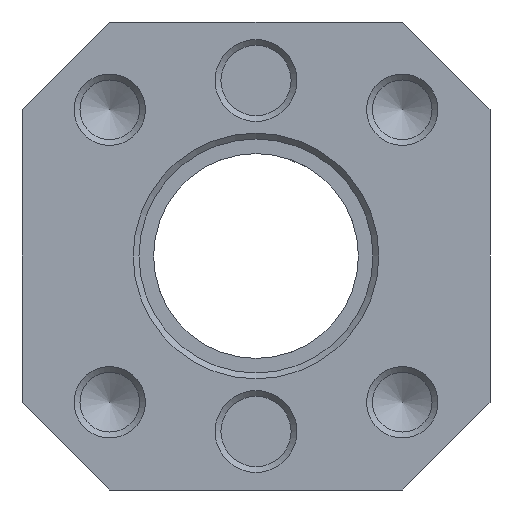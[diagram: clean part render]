
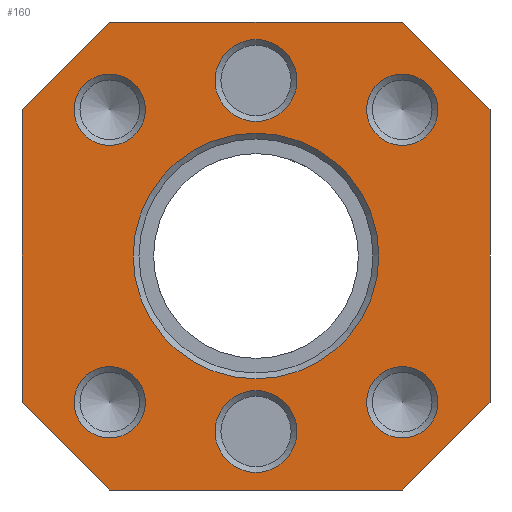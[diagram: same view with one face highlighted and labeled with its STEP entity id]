
A CAD part, front view. The second image highlights one B-rep face of the part: STEP entity #160.
In plain terms, the highlighted planar face has unit normal (0, -1, 0).
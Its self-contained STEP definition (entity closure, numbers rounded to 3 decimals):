
#160 = ADVANCED_FACE( '', ( #423, #424, #425, #426, #427, #428, #429, #430 ), #431, .T. );
#423 = FACE_BOUND( '', #929, .T. );
#424 = FACE_BOUND( '', #930, .T. );
#425 = FACE_BOUND( '', #931, .T. );
#426 = FACE_BOUND( '', #932, .T. );
#427 = FACE_BOUND( '', #933, .T. );
#428 = FACE_BOUND( '', #934, .T. );
#429 = FACE_BOUND( '', #935, .T. );
#430 = FACE_OUTER_BOUND( '', #936, .T. );
#431 = PLANE( '', #937 );
#929 = EDGE_LOOP( '', ( #1709 ) );
#930 = EDGE_LOOP( '', ( #1710 ) );
#931 = EDGE_LOOP( '', ( #1711 ) );
#932 = EDGE_LOOP( '', ( #1712 ) );
#933 = EDGE_LOOP( '', ( #1713 ) );
#934 = EDGE_LOOP( '', ( #1714 ) );
#935 = EDGE_LOOP( '', ( #1715 ) );
#936 = EDGE_LOOP( '', ( #1716, #1717, #1718, #1719, #1720, #1721, #1722, #1723 ) );
#937 = AXIS2_PLACEMENT_3D( '', #1724, #1725, #1726 );
#1709 = ORIENTED_EDGE( '', *, *, #2365, .T. );
#1710 = ORIENTED_EDGE( '', *, *, #2366, .T. );
#1711 = ORIENTED_EDGE( '', *, *, #2367, .T. );
#1712 = ORIENTED_EDGE( '', *, *, #2368, .T. );
#1713 = ORIENTED_EDGE( '', *, *, #2344, .T. );
#1714 = ORIENTED_EDGE( '', *, *, #2369, .T. );
#1715 = ORIENTED_EDGE( '', *, *, #2370, .T. );
#1716 = ORIENTED_EDGE( '', *, *, #2332, .T. );
#1717 = ORIENTED_EDGE( '', *, *, #2335, .T. );
#1718 = ORIENTED_EDGE( '', *, *, #2371, .T. );
#1719 = ORIENTED_EDGE( '', *, *, #2372, .T. );
#1720 = ORIENTED_EDGE( '', *, *, #2373, .T. );
#1721 = ORIENTED_EDGE( '', *, *, #2357, .T. );
#1722 = ORIENTED_EDGE( '', *, *, #2374, .T. );
#1723 = ORIENTED_EDGE( '', *, *, #2339, .T. );
#1724 = CARTESIAN_POINT( '', ( -40., -175.5, -40. ) );
#1725 = DIRECTION( '', ( 0., -1., 0. ) );
#1726 = DIRECTION( '', ( 0., 0., -1. ) );
#2332 = EDGE_CURVE( '', #2600, #2598, #2601, .T. );
#2335 = EDGE_CURVE( '', #2598, #2604, #2605, .F. );
#2339 = EDGE_CURVE( '', #2610, #2600, #2611, .F. );
#2344 = EDGE_CURVE( '', #2618, #2618, #2619, .F. );
#2357 = EDGE_CURVE( '', #2639, #2640, #2641, .F. );
#2365 = EDGE_CURVE( '', #2653, #2653, #2654, .F. );
#2366 = EDGE_CURVE( '', #2655, #2655, #2656, .F. );
#2367 = EDGE_CURVE( '', #2657, #2657, #2658, .F. );
#2368 = EDGE_CURVE( '', #2659, #2659, #2660, .F. );
#2369 = EDGE_CURVE( '', #2661, #2661, #2662, .F. );
#2370 = EDGE_CURVE( '', #2663, #2663, #2664, .F. );
#2371 = EDGE_CURVE( '', #2604, #2665, #2666, .T. );
#2372 = EDGE_CURVE( '', #2665, #2667, #2668, .F. );
#2373 = EDGE_CURVE( '', #2667, #2639, #2669, .T. );
#2374 = EDGE_CURVE( '', #2640, #2610, #2670, .T. );
#2598 = VERTEX_POINT( '', #3092 );
#2600 = VERTEX_POINT( '', #3095 );
#2601 = LINE( '', #3096, #3097 );
#2604 = VERTEX_POINT( '', #3101 );
#2605 = LINE( '', #3102, #3103 );
#2610 = VERTEX_POINT( '', #3110 );
#2611 = LINE( '', #3111, #3112 );
#2618 = VERTEX_POINT( '', #3121 );
#2619 = CIRCLE( '', #3122, 6.1 );
#2639 = VERTEX_POINT( '', #3260 );
#2640 = VERTEX_POINT( '', #3261 );
#2641 = LINE( '', #3262, #3263 );
#2653 = VERTEX_POINT( '', #3320 );
#2654 = CIRCLE( '', #3321, 21. );
#2655 = VERTEX_POINT( '', #3322 );
#2656 = CIRCLE( '', #3323, 6.1 );
#2657 = VERTEX_POINT( '', #3324 );
#2658 = CIRCLE( '', #3325, 7. );
#2659 = VERTEX_POINT( '', #3326 );
#2660 = CIRCLE( '', #3327, 6.1 );
#2661 = VERTEX_POINT( '', #3328 );
#2662 = CIRCLE( '', #3329, 7. );
#2663 = VERTEX_POINT( '', #3330 );
#2664 = CIRCLE( '', #3331, 6.1 );
#2665 = VERTEX_POINT( '', #3332 );
#2666 = LINE( '', #3333, #3334 );
#2667 = VERTEX_POINT( '', #3335 );
#2668 = LINE( '', #3336, #3337 );
#2669 = LINE( '', #3338, #3339 );
#2670 = LINE( '', #3340, #3341 );
#3092 = CARTESIAN_POINT( '', ( -40., -175.5, -25. ) );
#3095 = CARTESIAN_POINT( '', ( -40., -175.5, 25. ) );
#3096 = CARTESIAN_POINT( '', ( -40., -175.5, 40. ) );
#3097 = VECTOR( '', #4282, 1000. );
#3101 = CARTESIAN_POINT( '', ( -25., -175.5, -40. ) );
#3102 = CARTESIAN_POINT( '', ( -32.5, -175.5, -32.5 ) );
#3103 = VECTOR( '', #4284, 1000. );
#3110 = CARTESIAN_POINT( '', ( -25., -175.5, 40. ) );
#3111 = CARTESIAN_POINT( '', ( -72.5, -175.5, -7.5 ) );
#3112 = VECTOR( '', #4287, 1000. );
#3121 = CARTESIAN_POINT( '', ( 25., -175.5, 18.9 ) );
#3122 = AXIS2_PLACEMENT_3D( '', #4293, #4294, #4295 );
#3260 = CARTESIAN_POINT( '', ( 40., -175.5, 25. ) );
#3261 = CARTESIAN_POINT( '', ( 25., -175.5, 40. ) );
#3262 = CARTESIAN_POINT( '', ( 32.5, -175.5, 32.5 ) );
#3263 = VECTOR( '', #4308, 1000. );
#3320 = CARTESIAN_POINT( '', ( 0., -175.5, -21. ) );
#3321 = AXIS2_PLACEMENT_3D( '', #4315, #4316, #4317 );
#3322 = CARTESIAN_POINT( '', ( -25., -175.5, -31.1 ) );
#3323 = AXIS2_PLACEMENT_3D( '', #4318, #4319, #4320 );
#3324 = CARTESIAN_POINT( '', ( 0., -175.5, -37. ) );
#3325 = AXIS2_PLACEMENT_3D( '', #4321, #4322, #4323 );
#3326 = CARTESIAN_POINT( '', ( 25., -175.5, -31.1 ) );
#3327 = AXIS2_PLACEMENT_3D( '', #4324, #4325, #4326 );
#3328 = CARTESIAN_POINT( '', ( 0., -175.5, 23. ) );
#3329 = AXIS2_PLACEMENT_3D( '', #4327, #4328, #4329 );
#3330 = CARTESIAN_POINT( '', ( -25., -175.5, 18.9 ) );
#3331 = AXIS2_PLACEMENT_3D( '', #4330, #4331, #4332 );
#3332 = CARTESIAN_POINT( '', ( 25., -175.5, -40. ) );
#3333 = CARTESIAN_POINT( '', ( -40., -175.5, -40. ) );
#3334 = VECTOR( '', #4333, 1000. );
#3335 = CARTESIAN_POINT( '', ( 40., -175.5, -25. ) );
#3336 = CARTESIAN_POINT( '', ( -7.5, -175.5, -72.5 ) );
#3337 = VECTOR( '', #4334, 1000. );
#3338 = CARTESIAN_POINT( '', ( 40., -175.5, -40. ) );
#3339 = VECTOR( '', #4335, 1000. );
#3340 = CARTESIAN_POINT( '', ( 40., -175.5, 40. ) );
#3341 = VECTOR( '', #4336, 1000. );
#4282 = DIRECTION( '', ( 0., 0., -1. ) );
#4284 = DIRECTION( '', ( -0.707, 0., 0.707 ) );
#4287 = DIRECTION( '', ( 0.707, 0., 0.707 ) );
#4293 = CARTESIAN_POINT( '', ( 25., -175.5, 25. ) );
#4294 = DIRECTION( '', ( 0., -1., 0. ) );
#4295 = DIRECTION( '', ( 0., 0., -1. ) );
#4308 = DIRECTION( '', ( 0.707, 0., -0.707 ) );
#4315 = CARTESIAN_POINT( '', ( 0., -175.5, 0. ) );
#4316 = DIRECTION( '', ( 0., -1., 0. ) );
#4317 = DIRECTION( '', ( 0., 0., -1. ) );
#4318 = CARTESIAN_POINT( '', ( -25., -175.5, -25. ) );
#4319 = DIRECTION( '', ( 0., -1., 0. ) );
#4320 = DIRECTION( '', ( 0., 0., -1. ) );
#4321 = CARTESIAN_POINT( '', ( 0., -175.5, -30. ) );
#4322 = DIRECTION( '', ( 0., -1., 0. ) );
#4323 = DIRECTION( '', ( 0., 0., -1. ) );
#4324 = CARTESIAN_POINT( '', ( 25., -175.5, -25. ) );
#4325 = DIRECTION( '', ( 0., -1., 0. ) );
#4326 = DIRECTION( '', ( 0., 0., -1. ) );
#4327 = CARTESIAN_POINT( '', ( 0., -175.5, 30. ) );
#4328 = DIRECTION( '', ( 0., -1., 0. ) );
#4329 = DIRECTION( '', ( 0., 0., -1. ) );
#4330 = CARTESIAN_POINT( '', ( -25., -175.5, 25. ) );
#4331 = DIRECTION( '', ( 0., -1., 0. ) );
#4332 = DIRECTION( '', ( 0., 0., -1. ) );
#4333 = DIRECTION( '', ( 1., 0., 0. ) );
#4334 = DIRECTION( '', ( -0.707, 0., -0.707 ) );
#4335 = DIRECTION( '', ( 0., 0., 1. ) );
#4336 = DIRECTION( '', ( -1., 0., 0. ) );
